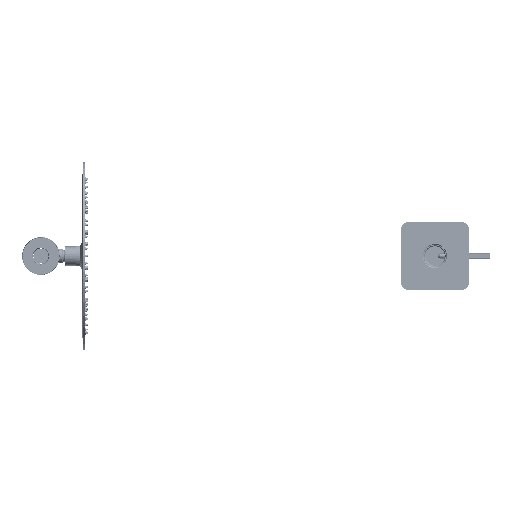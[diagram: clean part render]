
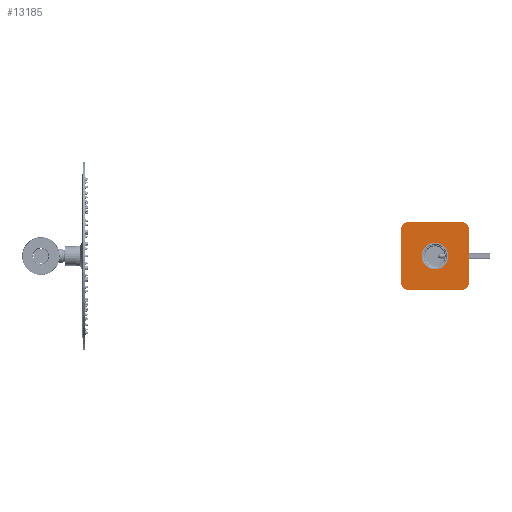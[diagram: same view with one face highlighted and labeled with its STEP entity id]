
A CAD part, left-side view. The second image highlights one B-rep face of the part: STEP entity #13185.
In plain terms, the highlighted planar face has unit normal (-1, 0, 0).
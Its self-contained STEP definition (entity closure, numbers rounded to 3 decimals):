
#1909 = AXIS2_PLACEMENT_3D ( 'NONE', #29149, #46790, #14102 ) ;
#2650 = DIRECTION ( 'NONE',  ( 0., 0., 1. ) ) ;
#3565 = VERTEX_POINT ( 'NONE', #17868 ) ;
#3986 = CARTESIAN_POINT ( 'NONE',  ( 21.5, -30., 0. ) ) ;
#5205 = EDGE_CURVE ( 'NONE', #40330, #40330, #95532, .T. ) ;
#8324 = DIRECTION ( 'NONE',  ( 0., 1., 0. ) ) ;
#9367 = ORIENTED_EDGE ( 'NONE', *, *, #26685, .T. ) ;
#10070 = EDGE_CURVE ( 'NONE', #15477, #87393, #80646, .T. ) ;
#10410 = VECTOR ( 'NONE', #8324, 1000. ) ;
#10488 = EDGE_CURVE ( 'NONE', #33733, #15477, #58153, .T. ) ;
#12011 = DIRECTION ( 'NONE',  ( 0., 0., 1. ) ) ;
#13185 = ADVANCED_FACE ( 'NONE', ( #53820, #78479 ), #85457, .T. ) ;
#14102 = DIRECTION ( 'NONE',  ( 0., 0., 1. ) ) ;
#14717 = EDGE_CURVE ( 'NONE', #20561, #65374, #89706, .T. ) ;
#15008 = CIRCLE ( 'NONE', #21891, 15. ) ;
#15477 = VERTEX_POINT ( 'NONE', #55340 ) ;
#17868 = CARTESIAN_POINT ( 'NONE',  ( 21.5, -85., 40. ) ) ;
#18098 = DIRECTION ( 'NONE',  ( -1., 0., 0. ) ) ;
#18337 = AXIS2_PLACEMENT_3D ( 'NONE', #100123, #18098, #67961 ) ;
#18803 = DIRECTION ( 'NONE',  ( 0., 0., 1. ) ) ;
#20561 = VERTEX_POINT ( 'NONE', #22240 ) ;
#21891 = AXIS2_PLACEMENT_3D ( 'NONE', #68145, #102439, #18803 ) ;
#22240 = CARTESIAN_POINT ( 'NONE',  ( 21.5, 25., -40. ) ) ;
#23625 = AXIS2_PLACEMENT_3D ( 'NONE', #76081, #50875, #2650 ) ;
#26685 = EDGE_CURVE ( 'NONE', #87393, #20561, #76291, .T. ) ;
#27169 = CARTESIAN_POINT ( 'NONE',  ( 21.5, -85., -40. ) ) ;
#27637 = ORIENTED_EDGE ( 'NONE', *, *, #5205, .F. ) ;
#28444 = EDGE_CURVE ( 'NONE', #65374, #68183, #63993, .T. ) ;
#29149 = CARTESIAN_POINT ( 'NONE',  ( 21.5, 10., 40. ) ) ;
#29364 = ORIENTED_EDGE ( 'NONE', *, *, #44740, .T. ) ;
#33733 = VERTEX_POINT ( 'NONE', #104618 ) ;
#36179 = ORIENTED_EDGE ( 'NONE', *, *, #14717, .T. ) ;
#37756 = VECTOR ( 'NONE', #77887, 1000. ) ;
#39377 = VERTEX_POINT ( 'NONE', #27169 ) ;
#40330 = VERTEX_POINT ( 'NONE', #105721 ) ;
#44740 = EDGE_CURVE ( 'NONE', #3565, #33733, #91977, .T. ) ;
#46790 = DIRECTION ( 'NONE',  ( -1., 0., 0. ) ) ;
#50875 = DIRECTION ( 'NONE',  ( -1., 0., 0. ) ) ;
#53820 = FACE_BOUND ( 'NONE', #95538, .T. ) ;
#55340 = CARTESIAN_POINT ( 'NONE',  ( 21.5, 10., 55. ) ) ;
#56440 = ORIENTED_EDGE ( 'NONE', *, *, #28444, .T. ) ;
#56453 = CARTESIAN_POINT ( 'NONE',  ( 21.5, 25., -55. ) ) ;
#58153 = LINE ( 'NONE', #66225, #10410 ) ;
#58606 = ORIENTED_EDGE ( 'NONE', *, *, #104767, .T. ) ;
#62891 = EDGE_LOOP ( 'NONE', ( #63164, #80522, #9367, #36179, #56440, #71045, #58606, #29364 ) ) ;
#63164 = ORIENTED_EDGE ( 'NONE', *, *, #10488, .T. ) ;
#63263 = DIRECTION ( 'NONE',  ( 0., 0., 1. ) ) ;
#63993 = LINE ( 'NONE', #56453, #68449 ) ;
#65374 = VERTEX_POINT ( 'NONE', #87977 ) ;
#66016 = CARTESIAN_POINT ( 'NONE',  ( 21.5, 10., -40. ) ) ;
#66225 = CARTESIAN_POINT ( 'NONE',  ( 21.5, -85., 55. ) ) ;
#67961 = DIRECTION ( 'NONE',  ( 0., 0., 1. ) ) ;
#68145 = CARTESIAN_POINT ( 'NONE',  ( 21.5, -70., -40. ) ) ;
#68183 = VERTEX_POINT ( 'NONE', #89757 ) ;
#68449 = VECTOR ( 'NONE', #104197, 1000. ) ;
#70775 = LINE ( 'NONE', #95440, #78373 ) ;
#71045 = ORIENTED_EDGE ( 'NONE', *, *, #73903, .T. ) ;
#73903 = EDGE_CURVE ( 'NONE', #68183, #39377, #15008, .T. ) ;
#76081 = CARTESIAN_POINT ( 'NONE',  ( 21.5, -30., 0. ) ) ;
#76291 = LINE ( 'NONE', #86458, #37756 ) ;
#77499 = AXIS2_PLACEMENT_3D ( 'NONE', #3986, #103134, #12011 ) ;
#77887 = DIRECTION ( 'NONE',  ( 0., 0., -1. ) ) ;
#78373 = VECTOR ( 'NONE', #63263, 1000. ) ;
#78479 = FACE_OUTER_BOUND ( 'NONE', #62891, .T. ) ;
#80405 = CARTESIAN_POINT ( 'NONE',  ( 21.5, 25., 40. ) ) ;
#80522 = ORIENTED_EDGE ( 'NONE', *, *, #10070, .T. ) ;
#80646 = CIRCLE ( 'NONE', #1909, 15. ) ;
#84187 = DIRECTION ( 'NONE',  ( -1., 0., 0. ) ) ;
#85457 = PLANE ( 'NONE',  #77499 ) ;
#86458 = CARTESIAN_POINT ( 'NONE',  ( 21.5, 25., 55. ) ) ;
#87393 = VERTEX_POINT ( 'NONE', #80405 ) ;
#87977 = CARTESIAN_POINT ( 'NONE',  ( 21.5, 10., -55. ) ) ;
#89706 = CIRCLE ( 'NONE', #99978, 15. ) ;
#89757 = CARTESIAN_POINT ( 'NONE',  ( 21.5, -70., -55. ) ) ;
#91977 = CIRCLE ( 'NONE', #18337, 15. ) ;
#95440 = CARTESIAN_POINT ( 'NONE',  ( 21.5, -85., -55. ) ) ;
#95532 = CIRCLE ( 'NONE', #23625, 21.25 ) ;
#95538 = EDGE_LOOP ( 'NONE', ( #27637 ) ) ;
#98699 = DIRECTION ( 'NONE',  ( 0., 0., 1. ) ) ;
#99978 = AXIS2_PLACEMENT_3D ( 'NONE', #66016, #84187, #98699 ) ;
#100123 = CARTESIAN_POINT ( 'NONE',  ( 21.5, -70., 40. ) ) ;
#102439 = DIRECTION ( 'NONE',  ( -1., 0., 0. ) ) ;
#103134 = DIRECTION ( 'NONE',  ( -1., 0., 0. ) ) ;
#104197 = DIRECTION ( 'NONE',  ( 0., -1., 0. ) ) ;
#104618 = CARTESIAN_POINT ( 'NONE',  ( 21.5, -70., 55. ) ) ;
#104767 = EDGE_CURVE ( 'NONE', #39377, #3565, #70775, .T. ) ;
#105721 = CARTESIAN_POINT ( 'NONE',  ( 21.5, -30., 21.25 ) ) ;
